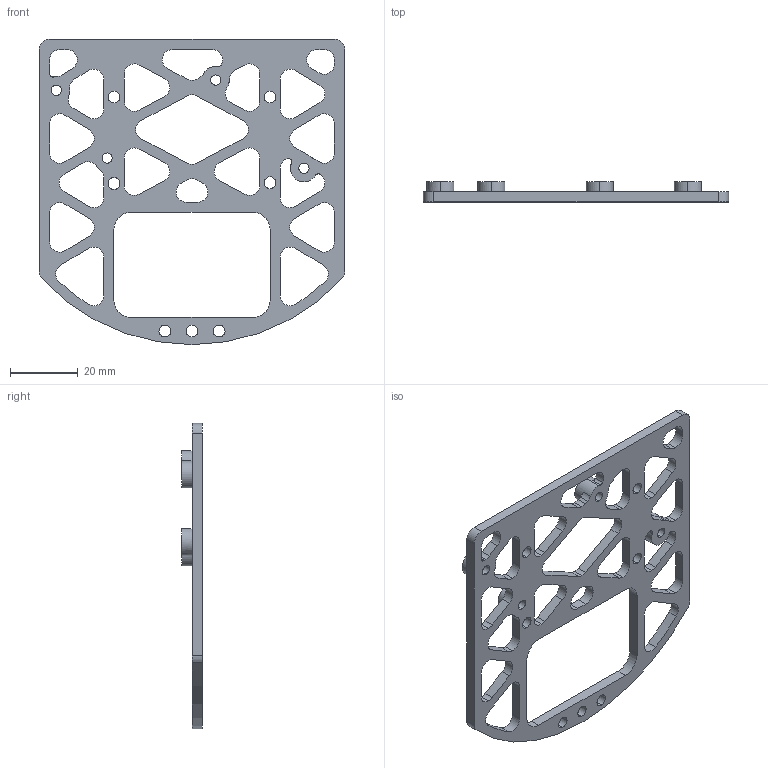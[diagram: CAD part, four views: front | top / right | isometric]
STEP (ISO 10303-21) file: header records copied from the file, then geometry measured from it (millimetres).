
FILE_DESCRIPTION (( 'STEP AP214' ), '1' );
FILE_NAME ('top.STEP', '2014-10-27T22:10:32', ( '' ), ( '' ), 'SwSTEP 2.0', 'SolidWorks 2014', '' );
FILE_SCHEMA (( 'AUTOMOTIVE_DESIGN' ));
Length unit declared in the file: millimetre
Products named in the file (1): top
Bounding box: 90 x 6 x 90 mm (x, y, z)
Volume: 10958.5 mm3; surface area: 11619.7 mm2
Topology: 1 solids, 1 shells, 194 faces, 585 edges, 390 vertices
Faces by surface type: cylinder 125, plane 69
Entity records: 6851 total; most frequent: DIRECTION 1239, CARTESIAN_POINT 1170, ORIENTED_EDGE 1170, EDGE_CURVE 585, AXIS2_PLACEMENT_3D 459, VERTEX_POINT 390, VECTOR 321, LINE 321
